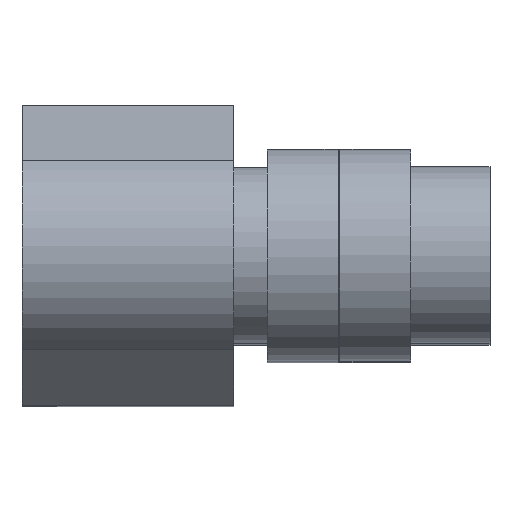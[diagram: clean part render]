
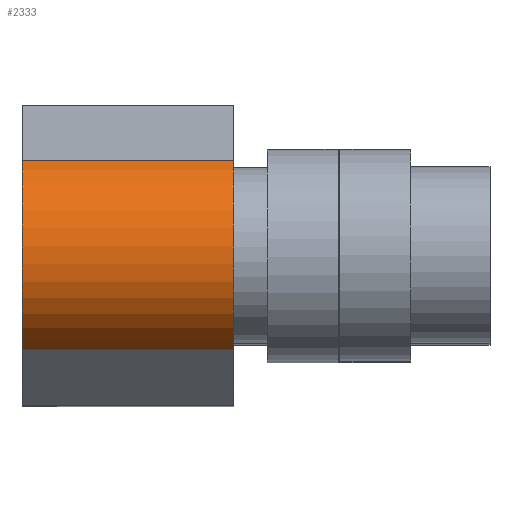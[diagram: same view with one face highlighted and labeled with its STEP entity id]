
A CAD part, top view. The second image highlights one B-rep face of the part: STEP entity #2333.
In plain terms, the highlighted cylindrical face has radius 6 mm (diameter 12 mm), a partial arc.
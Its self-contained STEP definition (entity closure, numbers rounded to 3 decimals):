
#250=FACE_OUTER_BOUND('',#385,.T.);
#385=EDGE_LOOP('',(#1858,#1859,#1860,#1861));
#599=LINE('',#3925,#813);
#600=LINE('',#3929,#814);
#813=VECTOR('',#3170,10.);
#814=VECTOR('',#3175,10.);
#952=CIRCLE('',#2684,6.);
#954=CIRCLE('',#2690,6.);
#1123=VERTEX_POINT('',#3897);
#1124=VERTEX_POINT('',#3899);
#1133=VERTEX_POINT('',#3923);
#1134=VERTEX_POINT('',#3927);
#1390=EDGE_CURVE('',#1124,#1123,#952,.T.);
#1403=EDGE_CURVE('',#1123,#1133,#599,.T.);
#1404=EDGE_CURVE('',#1134,#1133,#954,.T.);
#1405=EDGE_CURVE('',#1124,#1134,#600,.T.);
#1858=ORIENTED_EDGE('',*,*,#1390,.T.);
#1859=ORIENTED_EDGE('',*,*,#1403,.T.);
#1860=ORIENTED_EDGE('',*,*,#1404,.F.);
#1861=ORIENTED_EDGE('',*,*,#1405,.F.);
#2246=CYLINDRICAL_SURFACE('',#2689,6.);
#2333=ADVANCED_FACE('',(#250),#2246,.T.);
#2684=AXIS2_PLACEMENT_3D('',#3900,#3149,#3150);
#2689=AXIS2_PLACEMENT_3D('',#3926,#3171,#3172);
#2690=AXIS2_PLACEMENT_3D('',#3928,#3173,#3174);
#3149=DIRECTION('center_axis',(1.,0.,0.));
#3150=DIRECTION('ref_axis',(0.,1.,0.));
#3170=DIRECTION('',(1.,0.,0.));
#3171=DIRECTION('center_axis',(1.,0.,0.));
#3172=DIRECTION('ref_axis',(0.,1.,0.));
#3173=DIRECTION('center_axis',(1.,0.,0.));
#3174=DIRECTION('ref_axis',(0.,1.,0.));
#3175=DIRECTION('',(1.,0.,0.));
#3897=CARTESIAN_POINT('',(0.,-5.352,33.712));
#3899=CARTESIAN_POINT('',(0.,5.352,33.712));
#3900=CARTESIAN_POINT('Origin',(0.,0.,31.));
#3923=CARTESIAN_POINT('',(12.,-5.352,33.712));
#3925=CARTESIAN_POINT('',(0.,-5.352,33.712));
#3926=CARTESIAN_POINT('Origin',(0.,0.,31.));
#3927=CARTESIAN_POINT('',(12.,5.352,33.712));
#3928=CARTESIAN_POINT('Origin',(12.,0.,31.));
#3929=CARTESIAN_POINT('',(0.,5.352,33.712));
